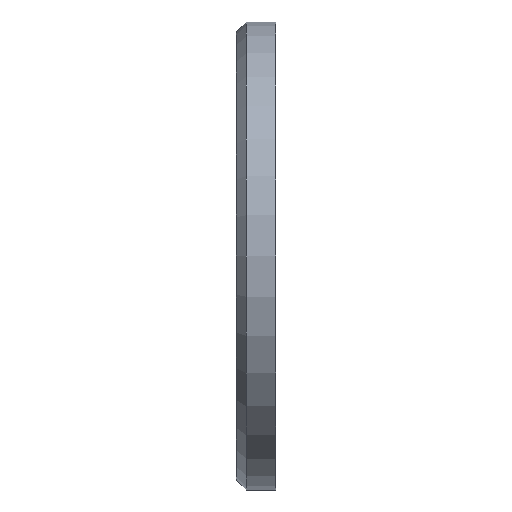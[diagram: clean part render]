
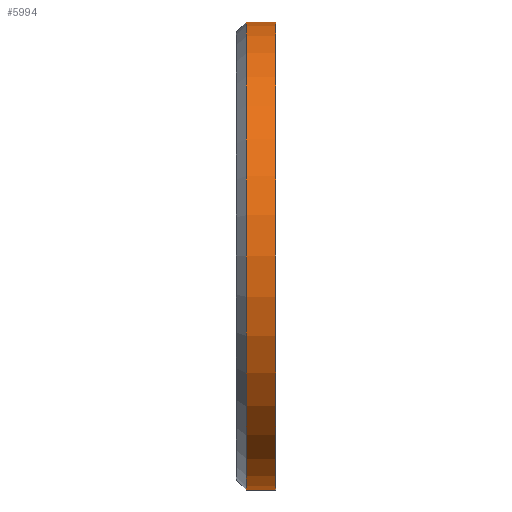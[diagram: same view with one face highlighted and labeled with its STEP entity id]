
A CAD part, left-side view. The second image highlights one B-rep face of the part: STEP entity #5994.
In plain terms, the highlighted cylindrical face has radius 24 mm (diameter 48 mm), a partial arc.
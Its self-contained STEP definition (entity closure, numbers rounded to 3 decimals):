
#172 = DIRECTION ( 'NONE',  ( 0., -1., 0. ) ) ;
#460 = ORIENTED_EDGE ( 'NONE', *, *, #1670, .T. ) ;
#723 = LINE ( 'NONE', #7676, #4032 ) ;
#752 = DIRECTION ( 'NONE',  ( 0., 0., 1. ) ) ;
#908 = CARTESIAN_POINT ( 'NONE',  ( 0., -2., 0. ) ) ;
#1185 = CARTESIAN_POINT ( 'NONE',  ( 0., -2., -24. ) ) ;
#1250 = CARTESIAN_POINT ( 'NONE',  ( 0., 1., -24. ) ) ;
#1670 = EDGE_CURVE ( 'NONE', #4514, #2718, #723, .T. ) ;
#2481 = AXIS2_PLACEMENT_3D ( 'NONE', #10412, #6833, #6790 ) ;
#2718 = VERTEX_POINT ( 'NONE', #1185 ) ;
#3656 = CARTESIAN_POINT ( 'NONE',  ( 0., 2., 24. ) ) ;
#4032 = VECTOR ( 'NONE', #7522, 1000. ) ;
#4514 = VERTEX_POINT ( 'NONE', #1250 ) ;
#4518 = CIRCLE ( 'NONE', #9435, 24. ) ;
#5291 = EDGE_CURVE ( 'NONE', #11068, #4514, #4518, .T. ) ;
#5688 = CIRCLE ( 'NONE', #10161, 24. ) ;
#5994 = ADVANCED_FACE ( 'NONE', ( #11682 ), #6513, .T. ) ;
#6513 = CYLINDRICAL_SURFACE ( 'NONE', #2481, 24. ) ;
#6790 = DIRECTION ( 'NONE',  ( 0., 0., -1. ) ) ;
#6833 = DIRECTION ( 'NONE',  ( 0., -1., 0. ) ) ;
#7283 = DIRECTION ( 'NONE',  ( 0., 0., 1. ) ) ;
#7341 = VERTEX_POINT ( 'NONE', #7381 ) ;
#7381 = CARTESIAN_POINT ( 'NONE',  ( 0., -2., 24. ) ) ;
#7522 = DIRECTION ( 'NONE',  ( 0., -1., 0. ) ) ;
#7524 = EDGE_LOOP ( 'NONE', ( #13365, #12770, #460, #14654 ) ) ;
#7676 = CARTESIAN_POINT ( 'NONE',  ( 0., 2., -24. ) ) ;
#8640 = LINE ( 'NONE', #3656, #11077 ) ;
#9110 = DIRECTION ( 'NONE',  ( 0., 1., 0. ) ) ;
#9435 = AXIS2_PLACEMENT_3D ( 'NONE', #14288, #9468, #7283 ) ;
#9468 = DIRECTION ( 'NONE',  ( 0., -1., 0. ) ) ;
#9969 = CARTESIAN_POINT ( 'NONE',  ( 0., 1., 24. ) ) ;
#10161 = AXIS2_PLACEMENT_3D ( 'NONE', #908, #9110, #752 ) ;
#10412 = CARTESIAN_POINT ( 'NONE',  ( 0., 2., 0. ) ) ;
#10749 = EDGE_CURVE ( 'NONE', #11068, #7341, #8640, .T. ) ;
#11068 = VERTEX_POINT ( 'NONE', #9969 ) ;
#11077 = VECTOR ( 'NONE', #172, 1000. ) ;
#11502 = EDGE_CURVE ( 'NONE', #2718, #7341, #5688, .T. ) ;
#11682 = FACE_OUTER_BOUND ( 'NONE', #7524, .T. ) ;
#12770 = ORIENTED_EDGE ( 'NONE', *, *, #5291, .T. ) ;
#13365 = ORIENTED_EDGE ( 'NONE', *, *, #10749, .F. ) ;
#14288 = CARTESIAN_POINT ( 'NONE',  ( 0., 1., 0. ) ) ;
#14654 = ORIENTED_EDGE ( 'NONE', *, *, #11502, .T. ) ;
